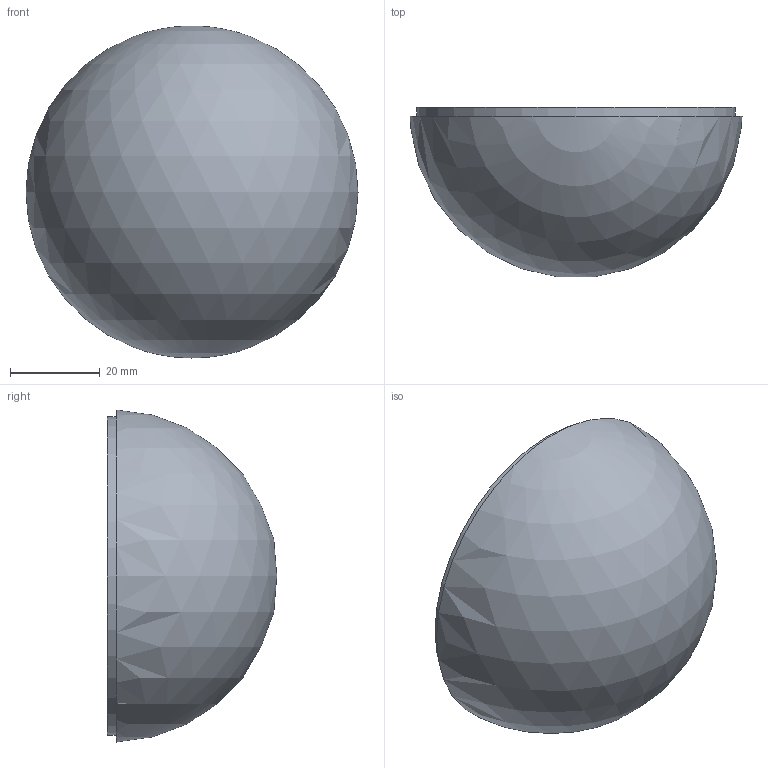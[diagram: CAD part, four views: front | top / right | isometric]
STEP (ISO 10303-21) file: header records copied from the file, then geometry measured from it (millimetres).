
FILE_DESCRIPTION(/* description */ (''),/* implementation_level */ '2;1');
FILE_NAME(/* name */ 'botom_shelf.step',/* time_stamp */ '2023-02-10T21:33:57+01:00',/* author */ (''),/* organization */ (''),/* preprocessor_version */ 'ST-DEVELOPER v19.2',/* originating_system */ 'Autodesk Translation Framework v11.17.0.187',/* authorisation */ '');
FILE_SCHEMA (('AUTOMOTIVE_DESIGN { 1 0 10303 214 3 1 1 }'));
Length unit declared in the file: millimetre
Products named in the file (1): botom_shelf
Bounding box: 73.97 x 37.75 x 73.97 mm (x, y, z)
Volume: 24198.1 mm3; surface area: 17765.2 mm2
Topology: 1 solids, 1 shells, 47 faces, 106 edges, 72 vertices
Faces by surface type: plane 28, cylinder 15, sphere 4
Full cylindrical faces by diameter (mm): 3 x2, 3.1 x2, 4 x2, 6 x2, 70.98 x1
Entity records: 1502 total; most frequent: CARTESIAN_POINT 380, DIRECTION 233, ORIENTED_EDGE 208, EDGE_CURVE 104, AXIS2_PLACEMENT_3D 91, VERTEX_POINT 72, EDGE_LOOP 64, LINE 51
